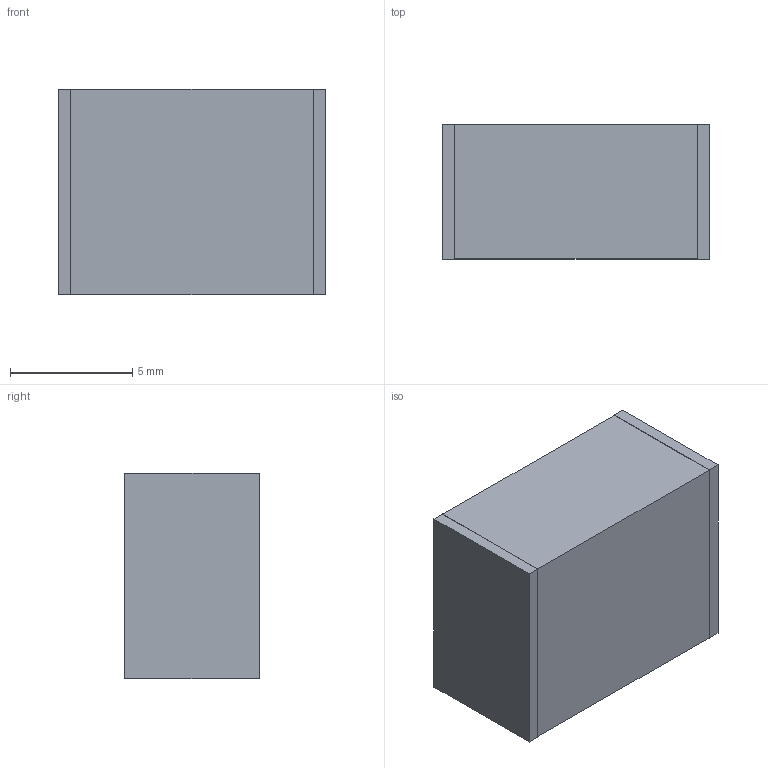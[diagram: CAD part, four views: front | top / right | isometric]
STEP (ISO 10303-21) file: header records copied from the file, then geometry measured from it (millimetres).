
FILE_DESCRIPTION (( 'STEP AP214' ), '1' );
FILE_NAME ('CFS_LDELDB_4030_L10.9W8.4T5.5B0.9.STEP', '2021-12-13T17:26:18', ( '' ), ( '' ), 'SwSTEP 2.0', 'SolidWorks 2020', '' );
FILE_SCHEMA (( 'AUTOMOTIVE_DESIGN' ));
Length unit declared in the file: millimetre
Products named in the file (1): CFS_LDELDB_4030_L10.9W8.4T5.5B0.9
Bounding box: 10.9 x 5.5 x 8.4 mm (x, y, z)
Volume: 500.8 mm3; surface area: 400.9 mm2
Topology: 4 solids, 4 shells, 73 faces, 189 edges, 126 vertices
Faces by surface type: plane 73
Entity records: 2420 total; most frequent: CARTESIAN_POINT 389, ORIENTED_EDGE 378, DIRECTION 337, LINE 189, VECTOR 189, EDGE_CURVE 189, VERTEX_POINT 126, EDGE_LOOP 75
